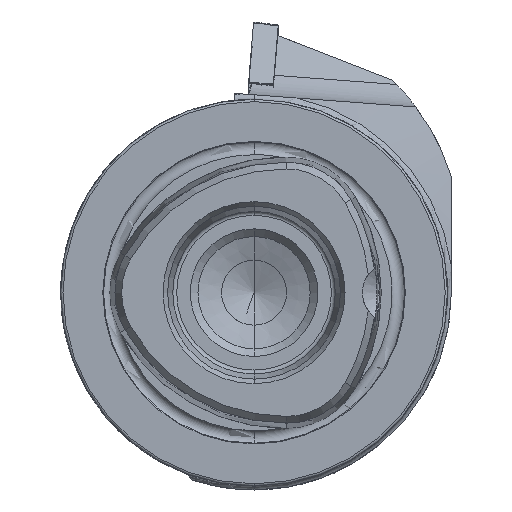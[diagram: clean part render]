
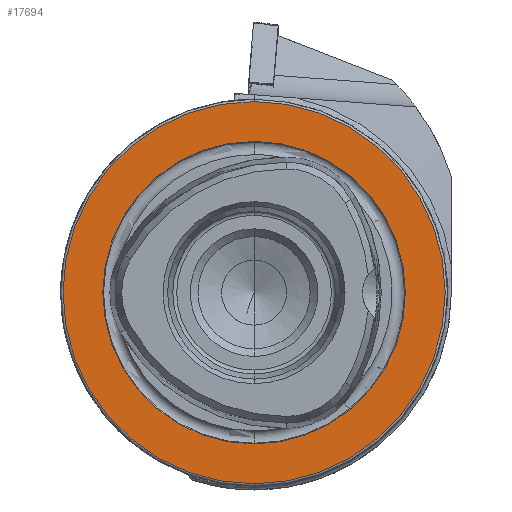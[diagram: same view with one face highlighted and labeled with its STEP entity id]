
A CAD part, left-side view. The second image highlights one B-rep face of the part: STEP entity #17694.
In plain terms, the highlighted planar face has unit normal (-1, 0, 0).
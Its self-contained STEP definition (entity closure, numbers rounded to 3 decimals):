
#641 = CARTESIAN_POINT ( 'NONE',  ( 0., 0., 0. ) ) ;
#665 = CARTESIAN_POINT ( 'NONE',  ( 0., 0., 0. ) ) ;
#1398 = ORIENTED_EDGE ( 'NONE', *, *, #13043, .T. ) ;
#1796 = CIRCLE ( 'NONE', #17889, 24.7 ) ;
#1983 = EDGE_CURVE ( 'NONE', #11838, #14804, #7849, .T. ) ;
#2437 = ORIENTED_EDGE ( 'NONE', *, *, #5275, .F. ) ;
#3202 = VERTEX_POINT ( 'NONE', #8566 ) ;
#3693 = CIRCLE ( 'NONE', #16956, 24.7 ) ;
#3698 = CARTESIAN_POINT ( 'NONE',  ( 0., 19.55, 0. ) ) ;
#5275 = EDGE_CURVE ( 'NONE', #14804, #11838, #14203, .T. ) ;
#5454 = EDGE_LOOP ( 'NONE', ( #2437, #11422 ) ) ;
#5904 = DIRECTION ( 'NONE',  ( 0., 0., 1. ) ) ;
#5990 = DIRECTION ( 'NONE',  ( -1., 0., 0. ) ) ;
#7846 = DIRECTION ( 'NONE',  ( 1., 0., 0. ) ) ;
#7849 = CIRCLE ( 'NONE', #9691, 19.55 ) ;
#8122 = FACE_OUTER_BOUND ( 'NONE', #9887, .T. ) ;
#8566 = CARTESIAN_POINT ( 'NONE',  ( 0., 0., 24.7 ) ) ;
#9691 = AXIS2_PLACEMENT_3D ( 'NONE', #17662, #15141, #10415 ) ;
#9887 = EDGE_LOOP ( 'NONE', ( #1398, #14315 ) ) ;
#10074 = AXIS2_PLACEMENT_3D ( 'NONE', #3698, #7846, #18269 ) ;
#10415 = DIRECTION ( 'NONE',  ( 0., 0., 1. ) ) ;
#11422 = ORIENTED_EDGE ( 'NONE', *, *, #1983, .F. ) ;
#11529 = VERTEX_POINT ( 'NONE', #15181 ) ;
#11838 = VERTEX_POINT ( 'NONE', #16054 ) ;
#12495 = FACE_BOUND ( 'NONE', #5454, .T. ) ;
#12549 = DIRECTION ( 'NONE',  ( -1., 0., 0. ) ) ;
#12861 = CARTESIAN_POINT ( 'NONE',  ( 0., 0., 19.55 ) ) ;
#13043 = EDGE_CURVE ( 'NONE', #3202, #11529, #3693, .T. ) ;
#13592 = EDGE_CURVE ( 'NONE', #11529, #3202, #1796, .T. ) ;
#14201 = DIRECTION ( 'NONE',  ( 0., 0., 1. ) ) ;
#14203 = CIRCLE ( 'NONE', #15156, 19.55 ) ;
#14315 = ORIENTED_EDGE ( 'NONE', *, *, #13592, .T. ) ;
#14509 = CARTESIAN_POINT ( 'NONE',  ( 0., 0., 0. ) ) ;
#14804 = VERTEX_POINT ( 'NONE', #12861 ) ;
#15141 = DIRECTION ( 'NONE',  ( -1., 0., 0. ) ) ;
#15156 = AXIS2_PLACEMENT_3D ( 'NONE', #641, #12549, #15228 ) ;
#15181 = CARTESIAN_POINT ( 'NONE',  ( 0., 0., -24.7 ) ) ;
#15228 = DIRECTION ( 'NONE',  ( 0., 0., 1. ) ) ;
#16054 = CARTESIAN_POINT ( 'NONE',  ( 0., 0., -19.55 ) ) ;
#16727 = PLANE ( 'NONE',  #10074 ) ;
#16956 = AXIS2_PLACEMENT_3D ( 'NONE', #14509, #5990, #5904 ) ;
#16999 = DIRECTION ( 'NONE',  ( -1., 0., 0. ) ) ;
#17662 = CARTESIAN_POINT ( 'NONE',  ( 0., 0., 0. ) ) ;
#17694 = ADVANCED_FACE ( 'NONE', ( #12495, #8122 ), #16727, .F. ) ;
#17889 = AXIS2_PLACEMENT_3D ( 'NONE', #665, #16999, #14201 ) ;
#18269 = DIRECTION ( 'NONE',  ( 0., 0., -1. ) ) ;
